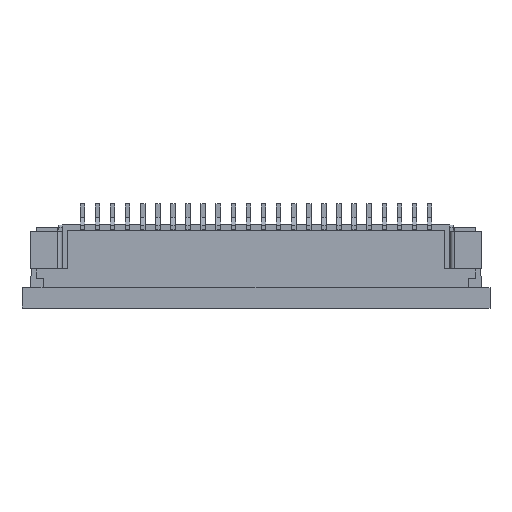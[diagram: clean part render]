
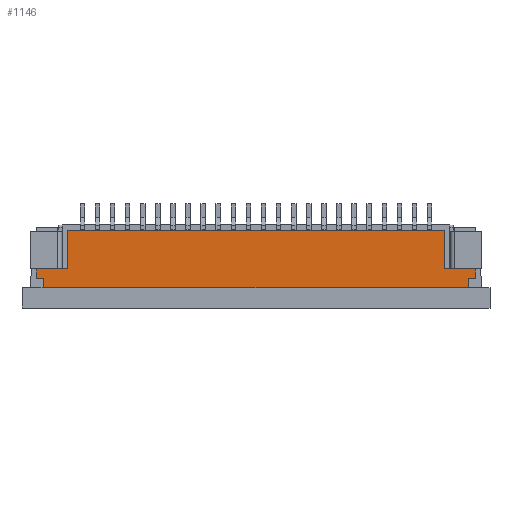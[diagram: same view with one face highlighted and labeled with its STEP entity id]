
A CAD part, top view. The second image highlights one B-rep face of the part: STEP entity #1146.
In plain terms, the highlighted planar face has unit normal (0, 0, 1).
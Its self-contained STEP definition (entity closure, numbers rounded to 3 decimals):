
#1146=ADVANCED_FACE('',(#5912),#5914,.T.);
#5912=FACE_BOUND('',#5913,.T.);
#5913=EDGE_LOOP('',(#9704,#9705,#9706,#9707,#9708,#9709,#9710,#9711,#9712,#9713,
#9714,#9715));
#5914=PLANE('',#5915);
#5915=AXIS2_PLACEMENT_3D('',#5916,#5917,#5918);
#5916=CARTESIAN_POINT('',(14.55,1.35,2.45));
#5917=DIRECTION('',(0.,-0.,1.));
#5918=DIRECTION('',(0.,1.,0.));
#9704=ORIENTED_EDGE('',*,*,#12613,.T.);
#9705=ORIENTED_EDGE('',*,*,#12615,.T.);
#9706=ORIENTED_EDGE('',*,*,#12616,.T.);
#9707=ORIENTED_EDGE('',*,*,#12617,.T.);
#9708=ORIENTED_EDGE('',*,*,#12618,.T.);
#9709=ORIENTED_EDGE('',*,*,#12619,.T.);
#9710=ORIENTED_EDGE('',*,*,#12620,.T.);
#9711=ORIENTED_EDGE('',*,*,#12621,.F.);
#9712=ORIENTED_EDGE('',*,*,#12622,.T.);
#9713=ORIENTED_EDGE('',*,*,#12623,.T.);
#9714=ORIENTED_EDGE('',*,*,#12540,.F.);
#9715=ORIENTED_EDGE('',*,*,#12531,.T.);
#12531=EDGE_CURVE('',#14250,#14260,#14262,.F.);
#12540=EDGE_CURVE('',#14250,#14278,#14279,.T.);
#12613=EDGE_CURVE('',#14260,#14418,#14419,.T.);
#12615=EDGE_CURVE('',#14418,#14421,#14422,.T.);
#12616=EDGE_CURVE('',#14421,#14423,#14424,.F.);
#12617=EDGE_CURVE('',#14423,#14425,#14426,.F.);
#12618=EDGE_CURVE('',#14425,#14427,#14428,.F.);
#12619=EDGE_CURVE('',#14427,#14429,#14430,.F.);
#12620=EDGE_CURVE('',#14429,#14431,#14432,.F.);
#12621=EDGE_CURVE('',#14433,#14431,#14434,.T.);
#12622=EDGE_CURVE('',#14433,#14435,#14436,.F.);
#12623=EDGE_CURVE('',#14435,#14278,#14437,.T.);
#14250=VERTEX_POINT('',#16566);
#14260=VERTEX_POINT('',#16586);
#14262=LINE('',#16590,#16591);
#14278=VERTEX_POINT('',#16624);
#14279=LINE('',#16625,#16626);
#14418=VERTEX_POINT('',#16910);
#14419=LINE('',#16911,#16912);
#14421=VERTEX_POINT('',#16917);
#14422=LINE('',#16918,#16919);
#14423=VERTEX_POINT('',#16921);
#14424=LINE('',#16922,#16923);
#14425=VERTEX_POINT('',#16925);
#14426=LINE('',#16926,#16927);
#14427=VERTEX_POINT('',#16929);
#14428=LINE('',#16930,#16931);
#14429=VERTEX_POINT('',#16933);
#14430=LINE('',#16934,#16935);
#14431=VERTEX_POINT('',#16937);
#14432=LINE('',#16938,#16939);
#14433=VERTEX_POINT('',#16941);
#14434=LINE('',#16942,#16943);
#14435=VERTEX_POINT('',#16945);
#14436=LINE('',#16946,#16947);
#14437=LINE('',#16949,#16950);
#16566=CARTESIAN_POINT('',(14.05,1.35,2.45));
#16586=CARTESIAN_POINT('',(14.05,1.95,2.45));
#16590=CARTESIAN_POINT('',(14.05,1.95,2.45));
#16591=VECTOR('',#16592,1.);
#16592=DIRECTION('',(0.,-1.,0.));
#16624=CARTESIAN_POINT('',(-14.05,1.35,2.45));
#16625=CARTESIAN_POINT('',(14.05,1.35,2.45));
#16626=VECTOR('',#16627,1.);
#16627=DIRECTION('',(-1.,0.,0.));
#16910=CARTESIAN_POINT('',(14.55,1.95,2.45));
#16911=CARTESIAN_POINT('',(14.05,1.95,2.45));
#16912=VECTOR('',#16913,1.);
#16913=DIRECTION('',(1.,0.,0.));
#16917=CARTESIAN_POINT('',(14.55,2.6,2.45));
#16918=CARTESIAN_POINT('',(14.55,1.95,2.45));
#16919=VECTOR('',#16920,1.);
#16920=DIRECTION('',(0.,1.,0.));
#16921=CARTESIAN_POINT('',(12.5,2.6,2.45));
#16922=CARTESIAN_POINT('',(12.5,2.6,2.45));
#16923=VECTOR('',#16924,1.);
#16924=DIRECTION('',(1.,0.,0.));
#16925=CARTESIAN_POINT('',(12.5,5.15,2.45));
#16926=CARTESIAN_POINT('',(12.5,5.15,2.45));
#16927=VECTOR('',#16928,1.);
#16928=DIRECTION('',(0.,-1.,0.));
#16929=CARTESIAN_POINT('',(-12.5,5.15,2.45));
#16930=CARTESIAN_POINT('',(-12.5,5.15,2.45));
#16931=VECTOR('',#16932,1.);
#16932=DIRECTION('',(1.,0.,0.));
#16933=CARTESIAN_POINT('',(-12.5,2.6,2.45));
#16934=CARTESIAN_POINT('',(-12.5,2.6,2.45));
#16935=VECTOR('',#16936,1.);
#16936=DIRECTION('',(0.,1.,0.));
#16937=CARTESIAN_POINT('',(-14.55,2.6,2.45));
#16938=CARTESIAN_POINT('',(-14.55,2.6,2.45));
#16939=VECTOR('',#16940,1.);
#16940=DIRECTION('',(1.,0.,0.));
#16941=CARTESIAN_POINT('',(-14.55,1.95,2.45));
#16942=CARTESIAN_POINT('',(-14.55,1.95,2.45));
#16943=VECTOR('',#16944,1.);
#16944=DIRECTION('',(0.,1.,0.));
#16945=CARTESIAN_POINT('',(-14.05,1.95,2.45));
#16946=CARTESIAN_POINT('',(-14.05,1.95,2.45));
#16947=VECTOR('',#16948,1.);
#16948=DIRECTION('',(-1.,0.,0.));
#16949=CARTESIAN_POINT('',(-14.05,1.95,2.45));
#16950=VECTOR('',#16951,1.);
#16951=DIRECTION('',(0.,-1.,0.));
